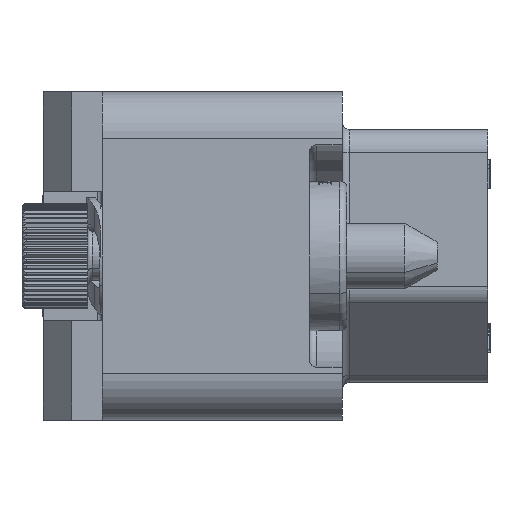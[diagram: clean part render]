
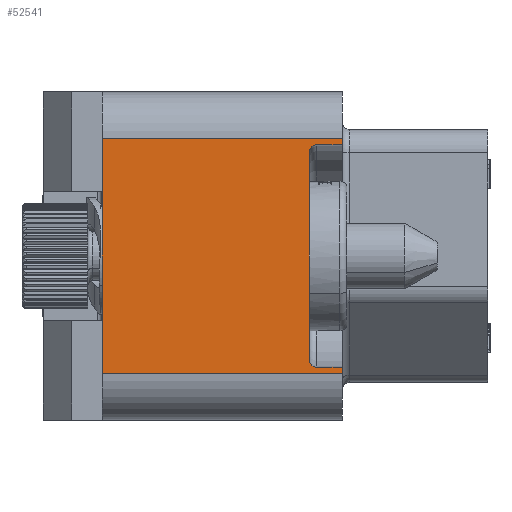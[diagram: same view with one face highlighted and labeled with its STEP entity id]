
A CAD part, left-side view. The second image highlights one B-rep face of the part: STEP entity #52541.
In plain terms, the highlighted planar face has unit normal (-1, 0, 0).
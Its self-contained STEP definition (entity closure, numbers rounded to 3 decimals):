
#1492=DIRECTION('',(0.,1.,0.));
#1493=VECTOR('',#1492,10.25);
#1494=CARTESIAN_POINT('',(-40.,0.,-5.));
#1495=LINE('',#1494,#1493);
#1501=DIRECTION('',(0.,0.,-1.));
#1502=VECTOR('',#1501,10.);
#1503=CARTESIAN_POINT('',(-40.,10.25,5.));
#1504=LINE('',#1503,#1502);
#1554=DIRECTION('',(0.,-1.,0.));
#1555=VECTOR('',#1554,10.25);
#1556=CARTESIAN_POINT('',(-40.,10.25,5.));
#1557=LINE('',#1556,#1555);
#1563=DIRECTION('',(0.,0.,1.));
#1564=VECTOR('',#1563,8.9);
#1565=CARTESIAN_POINT('',(-40.,1.4,-4.45));
#1566=LINE('',#1565,#1564);
#1567=DIRECTION('',(0.,1.,0.));
#1568=VECTOR('',#1567,1.1);
#1569=CARTESIAN_POINT('',(-40.,0.,-4.75));
#1570=LINE('',#1569,#1568);
#1571=DIRECTION('',(0.,0.,-1.));
#1572=VECTOR('',#1571,0.25);
#1573=CARTESIAN_POINT('',(-40.,0.,-4.75));
#1574=LINE('',#1573,#1572);
#1575=DIRECTION('',(0.,0.,-1.));
#1576=VECTOR('',#1575,0.25);
#1577=CARTESIAN_POINT('',(-40.,0.,5.));
#1578=LINE('',#1577,#1576);
#1579=DIRECTION('',(0.,1.,0.));
#1580=VECTOR('',#1579,1.1);
#1581=CARTESIAN_POINT('',(-40.,0.,4.75));
#1582=LINE('',#1581,#1580);
#1606=CARTESIAN_POINT('',(-40.,1.1,-4.45));
#1607=DIRECTION('',(1.,0.,0.));
#1608=DIRECTION('',(0.,0.,-1.));
#1609=AXIS2_PLACEMENT_3D('',#1606,#1607,#1608);
#1630=CARTESIAN_POINT('',(-40.,1.1,4.45));
#1631=DIRECTION('',(1.,0.,0.));
#1632=DIRECTION('',(0.,1.,0.));
#1633=AXIS2_PLACEMENT_3D('',#1630,#1631,#1632);
#44352=CARTESIAN_POINT('',(-40.,0.,5.));
#44353=VERTEX_POINT('',#44352);
#44354=CARTESIAN_POINT('',(-40.,10.25,5.));
#44355=VERTEX_POINT('',#44354);
#44360=CARTESIAN_POINT('',(-40.,10.25,-5.));
#44361=VERTEX_POINT('',#44360);
#44362=CARTESIAN_POINT('',(-40.,0.,-5.));
#44363=VERTEX_POINT('',#44362);
#44372=CARTESIAN_POINT('',(-40.,0.,-4.75));
#44374=VERTEX_POINT('',#44372);
#44378=CARTESIAN_POINT('',(-40.,0.,4.75));
#44379=VERTEX_POINT('',#44378);
#44589=CARTESIAN_POINT('',(-40.,1.4,-4.45));
#44591=VERTEX_POINT('',#44589);
#44593=CARTESIAN_POINT('',(-40.,1.1,-4.75));
#44595=VERTEX_POINT('',#44593);
#44600=CARTESIAN_POINT('',(-40.,1.4,4.45));
#44601=VERTEX_POINT('',#44600);
#44602=CARTESIAN_POINT('',(-40.,1.1,4.75));
#44603=VERTEX_POINT('',#44602);
#52519=CARTESIAN_POINT('',(-40.,0.,7.));
#52520=DIRECTION('',(-1.,0.,0.));
#52521=DIRECTION('',(0.,1.,0.));
#52522=AXIS2_PLACEMENT_3D('',#52519,#52520,#52521);
#52523=PLANE('',#52522);
#52525=ORIENTED_EDGE('',*,*,#52524,.F.);
#52527=ORIENTED_EDGE('',*,*,#52526,.F.);
#52529=ORIENTED_EDGE('',*,*,#52528,.F.);
#52530=ORIENTED_EDGE('',*,*,#52372,.T.);
#52531=ORIENTED_EDGE('',*,*,#52449,.T.);
#52532=ORIENTED_EDGE('',*,*,#52462,.F.);
#52533=ORIENTED_EDGE('',*,*,#52513,.T.);
#52534=ORIENTED_EDGE('',*,*,#52380,.T.);
#52536=ORIENTED_EDGE('',*,*,#52535,.T.);
#52538=ORIENTED_EDGE('',*,*,#52537,.F.);
#52539=EDGE_LOOP('',(#52525,#52527,#52529,#52530,#52531,#52532,#52533,#52534,
#52536,#52538));
#52540=FACE_OUTER_BOUND('',#52539,.F.);
#52541=ADVANCED_FACE('',(#52540),#52523,.T.);
#1610=CIRCLE('',#1609,0.3);
#1634=CIRCLE('',#1633,0.3);
#52372=EDGE_CURVE('',#44374,#44363,#1574,.T.);
#52380=EDGE_CURVE('',#44353,#44379,#1578,.T.);
#52449=EDGE_CURVE('',#44363,#44361,#1495,.T.);
#52462=EDGE_CURVE('',#44355,#44361,#1504,.T.);
#52513=EDGE_CURVE('',#44355,#44353,#1557,.T.);
#52524=EDGE_CURVE('',#44591,#44601,#1566,.T.);
#52526=EDGE_CURVE('',#44595,#44591,#1610,.T.);
#52528=EDGE_CURVE('',#44374,#44595,#1570,.T.);
#52535=EDGE_CURVE('',#44379,#44603,#1582,.T.);
#52537=EDGE_CURVE('',#44601,#44603,#1634,.T.);
